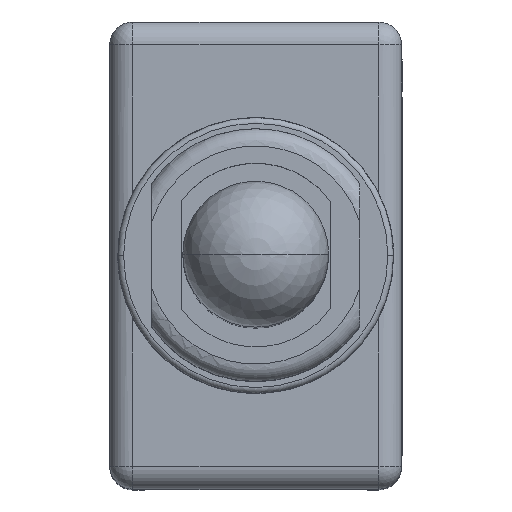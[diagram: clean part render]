
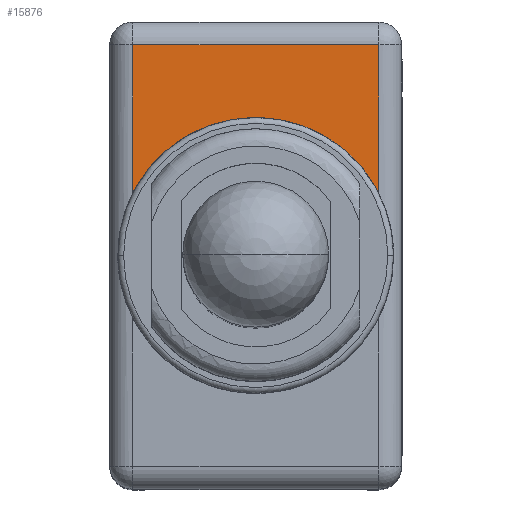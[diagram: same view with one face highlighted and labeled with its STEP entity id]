
A CAD part, top view. The second image highlights one B-rep face of the part: STEP entity #15876.
In plain terms, the highlighted planar face has unit normal (0, 0, 1).
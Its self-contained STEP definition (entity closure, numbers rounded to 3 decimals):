
#675=DIRECTION('',(-1.,0.,0.));
#676=VECTOR('',#675,4.28);
#677=CARTESIAN_POINT('',(2.14,3.665,7.89));
#678=LINE('',#677,#676);
#679=DIRECTION('',(0.,1.,0.));
#680=VECTOR('',#679,2.579);
#681=CARTESIAN_POINT('',(2.14,1.086,7.89));
#682=LINE('',#681,#680);
#683=CARTESIAN_POINT('',(0.,0.,7.89));
#684=DIRECTION('',(0.,0.,1.));
#685=DIRECTION('',(0.892,0.453,0.));
#686=AXIS2_PLACEMENT_3D('',#683,#684,#685);
#688=DIRECTION('',(0.,-1.,0.));
#689=VECTOR('',#688,2.579);
#690=CARTESIAN_POINT('',(-2.14,3.665,7.89));
#691=LINE('',#690,#689);
#11938=CARTESIAN_POINT('',(2.14,3.665,7.89));
#11939=CARTESIAN_POINT('',(-2.14,3.665,7.89));
#11940=VERTEX_POINT('',#11938);
#11941=VERTEX_POINT('',#11939);
#11942=CARTESIAN_POINT('',(-2.14,1.086,7.89));
#11943=VERTEX_POINT('',#11942);
#13524=CARTESIAN_POINT('',(2.14,1.086,7.89));
#13525=VERTEX_POINT('',#13524);
#15863=CARTESIAN_POINT('',(0.,0.,7.89));
#15864=DIRECTION('',(0.,0.,1.));
#15865=DIRECTION('',(1.,0.,0.));
#15866=AXIS2_PLACEMENT_3D('',#15863,#15864,#15865);
#15867=PLANE('',#15866);
#15869=ORIENTED_EDGE('',*,*,#15868,.F.);
#15871=ORIENTED_EDGE('',*,*,#15870,.F.);
#15872=ORIENTED_EDGE('',*,*,#15821,.T.);
#15873=ORIENTED_EDGE('',*,*,#15804,.F.);
#15874=EDGE_LOOP('',(#15869,#15871,#15872,#15873));
#15875=FACE_OUTER_BOUND('',#15874,.F.);
#15876=ADVANCED_FACE('',(#15875),#15867,.T.);
#687=CIRCLE('',#686,2.4);
#15804=EDGE_CURVE('',#11941,#11943,#691,.T.);
#15821=EDGE_CURVE('',#13525,#11943,#687,.T.);
#15868=EDGE_CURVE('',#11940,#11941,#678,.T.);
#15870=EDGE_CURVE('',#13525,#11940,#682,.T.);
